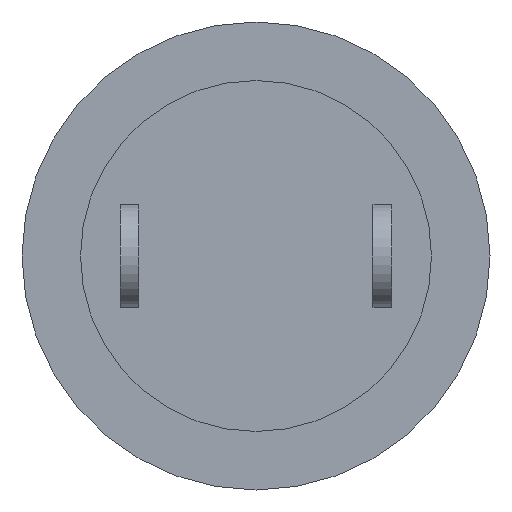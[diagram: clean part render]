
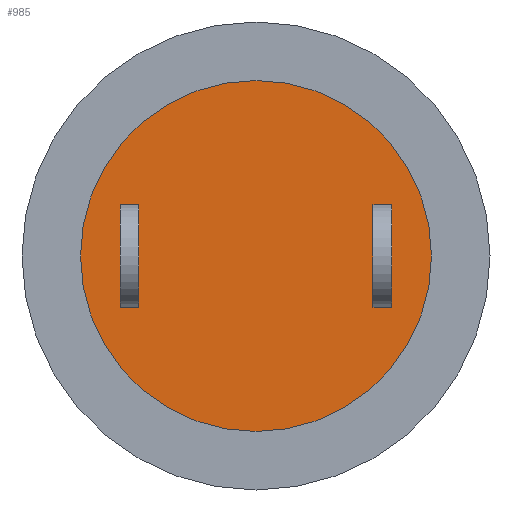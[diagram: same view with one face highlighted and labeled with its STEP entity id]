
A CAD part, front view. The second image highlights one B-rep face of the part: STEP entity #985.
In plain terms, the highlighted planar face has unit normal (0, -1, 0).
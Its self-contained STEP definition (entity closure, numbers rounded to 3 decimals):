
#5 = DIRECTION ( 'NONE',  ( 1., 0., 0. ) ) ;
#8 = EDGE_CURVE ( 'NONE', #337, #92, #253, .T. ) ;
#25 = VERTEX_POINT ( 'NONE', #257 ) ;
#39 = CARTESIAN_POINT ( 'NONE',  ( -2.5, -6., 1.1 ) ) ;
#57 = ORIENTED_EDGE ( 'NONE', *, *, #970, .F. ) ;
#59 = VERTEX_POINT ( 'NONE', #947 ) ;
#63 = VERTEX_POINT ( 'NONE', #402 ) ;
#65 = ORIENTED_EDGE ( 'NONE', *, *, #928, .F. ) ;
#70 = LINE ( 'NONE', #546, #942 ) ;
#92 = VERTEX_POINT ( 'NONE', #645 ) ;
#98 = VECTOR ( 'NONE', #319, 1000. ) ;
#118 = DIRECTION ( 'NONE',  ( 0., 1., 0. ) ) ;
#122 = FACE_OUTER_BOUND ( 'NONE', #897, .T. ) ;
#125 = VERTEX_POINT ( 'NONE', #296 ) ;
#145 = DIRECTION ( 'NONE',  ( -1., 0., 0. ) ) ;
#157 = ORIENTED_EDGE ( 'NONE', *, *, #669, .F. ) ;
#167 = LINE ( 'NONE', #948, #931 ) ;
#198 = AXIS2_PLACEMENT_3D ( 'NONE', #271, #118, #742 ) ;
#210 = DIRECTION ( 'NONE',  ( 0., 1., 0. ) ) ;
#213 = LINE ( 'NONE', #758, #607 ) ;
#231 = EDGE_CURVE ( 'NONE', #388, #59, #213, .T. ) ;
#232 = EDGE_CURVE ( 'NONE', #59, #125, #452, .T. ) ;
#233 = CARTESIAN_POINT ( 'NONE',  ( 2.5, -6., 1.1 ) ) ;
#238 = CARTESIAN_POINT ( 'NONE',  ( 0., -6., -3.75 ) ) ;
#253 = LINE ( 'NONE', #795, #376 ) ;
#257 = CARTESIAN_POINT ( 'NONE',  ( 0., -6., 3.75 ) ) ;
#271 = CARTESIAN_POINT ( 'NONE',  ( 0., -6., 0. ) ) ;
#273 = ORIENTED_EDGE ( 'NONE', *, *, #232, .F. ) ;
#282 = FACE_BOUND ( 'NONE', #705, .T. ) ;
#286 = ORIENTED_EDGE ( 'NONE', *, *, #952, .F. ) ;
#296 = CARTESIAN_POINT ( 'NONE',  ( -2.5, -6., -1.1 ) ) ;
#297 = DIRECTION ( 'NONE',  ( 1., 0., 0. ) ) ;
#303 = VERTEX_POINT ( 'NONE', #238 ) ;
#306 = LINE ( 'NONE', #233, #860 ) ;
#319 = DIRECTION ( 'NONE',  ( 0., 0., -1. ) ) ;
#337 = VERTEX_POINT ( 'NONE', #387 ) ;
#366 = CARTESIAN_POINT ( 'NONE',  ( 0., -6., 0. ) ) ;
#376 = VECTOR ( 'NONE', #802, 1000. ) ;
#387 = CARTESIAN_POINT ( 'NONE',  ( 2.9, -6., -1.1 ) ) ;
#388 = VERTEX_POINT ( 'NONE', #569 ) ;
#389 = LINE ( 'NONE', #460, #558 ) ;
#396 = ORIENTED_EDGE ( 'NONE', *, *, #550, .F. ) ;
#402 = CARTESIAN_POINT ( 'NONE',  ( 2.5, -6., -1.1 ) ) ;
#409 = LINE ( 'NONE', #710, #98 ) ;
#452 = LINE ( 'NONE', #762, #527 ) ;
#460 = CARTESIAN_POINT ( 'NONE',  ( 2.5, -6., -1.1 ) ) ;
#482 = ORIENTED_EDGE ( 'NONE', *, *, #231, .F. ) ;
#490 = CIRCLE ( 'NONE', #894, 3.75 ) ;
#517 = CARTESIAN_POINT ( 'NONE',  ( 2.5, -6., 1.1 ) ) ;
#527 = VECTOR ( 'NONE', #5, 1000. ) ;
#533 = DIRECTION ( 'NONE',  ( 0., 0., -1. ) ) ;
#546 = CARTESIAN_POINT ( 'NONE',  ( -2.9, -6., 1.1 ) ) ;
#550 = EDGE_CURVE ( 'NONE', #25, #303, #490, .T. ) ;
#558 = VECTOR ( 'NONE', #297, 1000. ) ;
#566 = VERTEX_POINT ( 'NONE', #39 ) ;
#569 = CARTESIAN_POINT ( 'NONE',  ( -2.9, -6., 1.1 ) ) ;
#586 = ORIENTED_EDGE ( 'NONE', *, *, #8, .F. ) ;
#590 = CARTESIAN_POINT ( 'NONE',  ( 0., -6., 0. ) ) ;
#607 = VECTOR ( 'NONE', #533, 1000. ) ;
#626 = VERTEX_POINT ( 'NONE', #517 ) ;
#645 = CARTESIAN_POINT ( 'NONE',  ( 2.9, -6., 1.1 ) ) ;
#656 = EDGE_CURVE ( 'NONE', #92, #626, #306, .T. ) ;
#661 = PLANE ( 'NONE',  #769 ) ;
#669 = EDGE_CURVE ( 'NONE', #63, #337, #389, .T. ) ;
#680 = EDGE_LOOP ( 'NONE', ( #777, #586, #157, #65 ) ) ;
#705 = EDGE_LOOP ( 'NONE', ( #873, #286, #273, #482 ) ) ;
#710 = CARTESIAN_POINT ( 'NONE',  ( 2.5, -6., 1.1 ) ) ;
#729 = EDGE_CURVE ( 'NONE', #566, #388, #70, .T. ) ;
#742 = DIRECTION ( 'NONE',  ( 0., 0., 1. ) ) ;
#756 = DIRECTION ( 'NONE',  ( 0., 0., 1. ) ) ;
#758 = CARTESIAN_POINT ( 'NONE',  ( -2.9, -6., 1.1 ) ) ;
#762 = CARTESIAN_POINT ( 'NONE',  ( -2.9, -6., -1.1 ) ) ;
#769 = AXIS2_PLACEMENT_3D ( 'NONE', #590, #845, #921 ) ;
#777 = ORIENTED_EDGE ( 'NONE', *, *, #656, .F. ) ;
#793 = DIRECTION ( 'NONE',  ( 0., 0., 1. ) ) ;
#795 = CARTESIAN_POINT ( 'NONE',  ( 2.9, -6., 1.1 ) ) ;
#802 = DIRECTION ( 'NONE',  ( 0., 0., 1. ) ) ;
#845 = DIRECTION ( 'NONE',  ( 0., -1., 0. ) ) ;
#849 = CIRCLE ( 'NONE', #198, 3.75 ) ;
#860 = VECTOR ( 'NONE', #999, 1000. ) ;
#873 = ORIENTED_EDGE ( 'NONE', *, *, #729, .F. ) ;
#894 = AXIS2_PLACEMENT_3D ( 'NONE', #366, #210, #756 ) ;
#897 = EDGE_LOOP ( 'NONE', ( #396, #57 ) ) ;
#901 = FACE_BOUND ( 'NONE', #680, .T. ) ;
#921 = DIRECTION ( 'NONE',  ( 0., 0., -1. ) ) ;
#928 = EDGE_CURVE ( 'NONE', #626, #63, #409, .T. ) ;
#931 = VECTOR ( 'NONE', #793, 1000. ) ;
#942 = VECTOR ( 'NONE', #145, 1000. ) ;
#947 = CARTESIAN_POINT ( 'NONE',  ( -2.9, -6., -1.1 ) ) ;
#948 = CARTESIAN_POINT ( 'NONE',  ( -2.5, -6., 1.1 ) ) ;
#952 = EDGE_CURVE ( 'NONE', #125, #566, #167, .T. ) ;
#970 = EDGE_CURVE ( 'NONE', #303, #25, #849, .T. ) ;
#985 = ADVANCED_FACE ( 'NONE', ( #122, #282, #901 ), #661, .T. ) ;
#999 = DIRECTION ( 'NONE',  ( -1., 0., 0. ) ) ;
